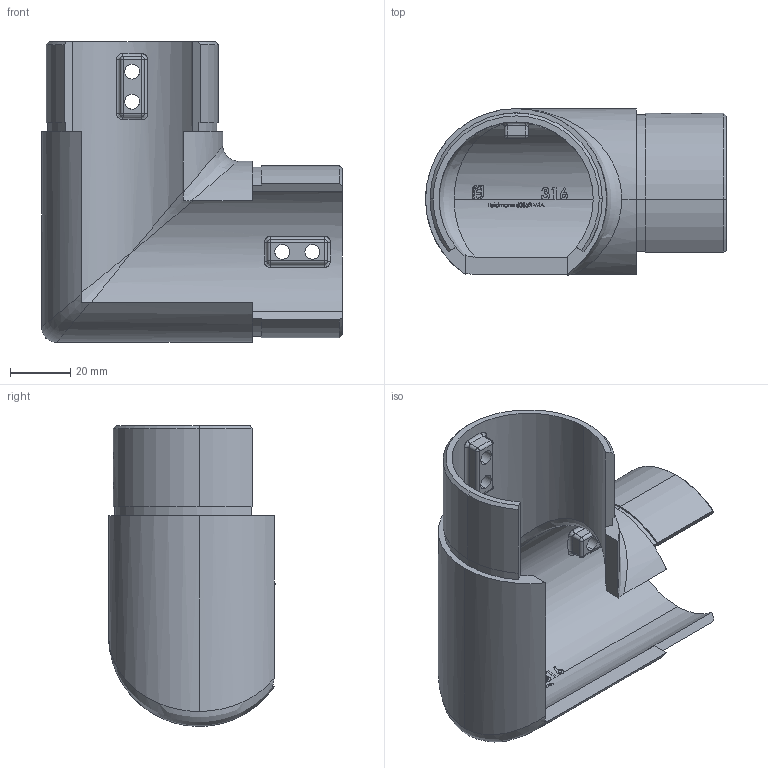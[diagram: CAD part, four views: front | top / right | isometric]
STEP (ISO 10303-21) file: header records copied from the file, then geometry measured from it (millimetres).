
FILE_DESCRIPTION (( 'STEP AP203' ), '1' );
FILE_NAME ('60352-V4A.STEP', '2020-12-22T07:26:24', ( '' ), ( '' ), 'SwSTEP 2.0', 'SolidWorks 2018', '' );
FILE_SCHEMA (( 'CONFIG_CONTROL_DESIGN' ));
Length unit declared in the file: millimetre
Products named in the file (2): 60352-V4A
Bounding box: 100.15 x 55.51 x 100.15 mm (x, y, z)
Volume: 72371.2 mm3; surface area: 39934 mm2
Topology: 1 solids, 1 shells, 414 faces, 1113 edges, 716 vertices
Faces by surface type: plane 165, bspline 147, cylinder 84, sphere 8, cone 6, torus 4
Entity records: 19211 total; most frequent: CARTESIAN_POINT 9823, ORIENTED_EDGE 2202, DIRECTION 1471, EDGE_CURVE 1101, VERTEX_POINT 716, LINE 513, VECTOR 513, AXIS2_PLACEMENT_3D 479
